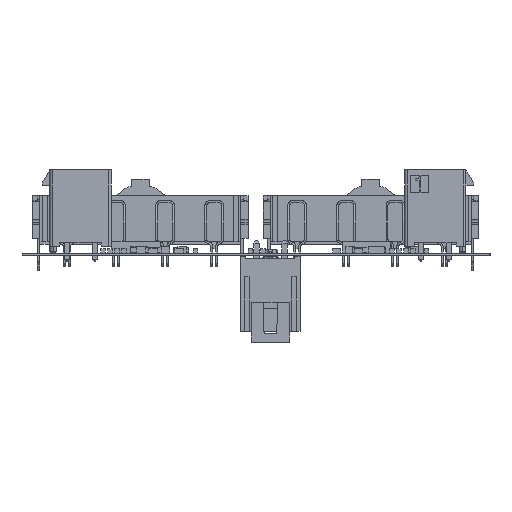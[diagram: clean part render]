
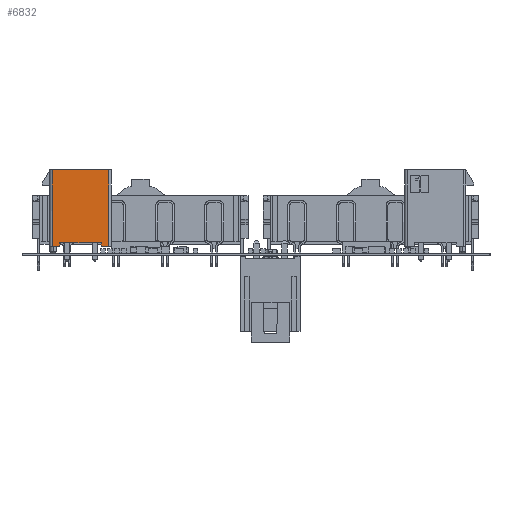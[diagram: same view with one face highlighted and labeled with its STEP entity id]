
A CAD part, left-side view. The second image highlights one B-rep face of the part: STEP entity #6832.
In plain terms, the highlighted face is planar.
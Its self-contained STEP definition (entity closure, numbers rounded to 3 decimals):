
#4907 = VERTEX_POINT('',#4908);
#4908 = CARTESIAN_POINT('',(-17.2,-3.284,
    13.454));
#4948 = VERTEX_POINT('',#4949);
#4949 = CARTESIAN_POINT('',(-17.199,-1.784,
    13.454));
#4955 = EDGE_CURVE('',#4907,#4948,#4956,.T.);
#4956 = LINE('',#4957,#4958);
#4957 = CARTESIAN_POINT('',(-17.199,-3.284,
    13.454));
#4958 = VECTOR('',#4959,1.);
#4959 = DIRECTION('',(0.,1.,0.));
#4970 = VERTEX_POINT('',#4971);
#4971 = CARTESIAN_POINT('',(-17.199,8.,13.454
    ));
#4980 = VERTEX_POINT('',#4981);
#4981 = CARTESIAN_POINT('',(-17.2,8.2,
    13.454));
#4988 = EDGE_CURVE('',#4970,#4980,#4989,.T.);
#4989 = B_SPLINE_CURVE_WITH_KNOTS('',3,(#4990,#4991,#4992,#4993),
  .UNSPECIFIED.,.F.,.F.,(4,4),(0.,1.),.PIECEWISE_BEZIER_KNOTS.);
#4990 = CARTESIAN_POINT('',(-17.199,8.,13.454
    ));
#4991 = CARTESIAN_POINT('',(-17.199,8.067,13.454
    ));
#4992 = CARTESIAN_POINT('',(-17.199,8.134,
    13.454));
#4993 = CARTESIAN_POINT('',(-17.199,8.2,
    13.454));
#5019 = EDGE_CURVE('',#5020,#4970,#5022,.T.);
#5020 = VERTEX_POINT('',#5021);
#5021 = CARTESIAN_POINT('',(-17.199,6.7,
    13.454));
#5022 = LINE('',#5023,#5024);
#5023 = CARTESIAN_POINT('',(-17.199,6.7,
    13.454));
#5024 = VECTOR('',#5025,1.);
#5025 = DIRECTION('',(0.,1.,0.));
#5775 = VERTEX_POINT('',#5776);
#5776 = CARTESIAN_POINT('',(-17.199,6.7,
    12.654));
#5782 = EDGE_CURVE('',#5783,#5775,#5785,.T.);
#5783 = VERTEX_POINT('',#5784);
#5784 = CARTESIAN_POINT('',(-17.199,-1.784,
    12.654));
#5785 = LINE('',#5786,#5787);
#5786 = CARTESIAN_POINT('',(-17.199,-1.784,
    12.654));
#5787 = VECTOR('',#5788,1.);
#5788 = DIRECTION('',(0.,1.,0.));
#6822 = EDGE_CURVE('',#5775,#5020,#6823,.T.);
#6823 = LINE('',#6824,#6825);
#6824 = CARTESIAN_POINT('',(-17.199,6.7,
    12.654));
#6825 = VECTOR('',#6826,1.);
#6826 = DIRECTION('',(0.,0.,1.));
#6832 = ADVANCED_FACE('',(#6833),#6868,.F.);
#6833 = FACE_BOUND('',#6834,.F.);
#6834 = EDGE_LOOP('',(#6835,#6836,#6837,#6845,#6853,#6859,#6860,#6866,
    #6867));
#6835 = ORIENTED_EDGE('',*,*,#5019,.T.);
#6836 = ORIENTED_EDGE('',*,*,#4988,.T.);
#6837 = ORIENTED_EDGE('',*,*,#6838,.F.);
#6838 = EDGE_CURVE('',#6839,#4980,#6841,.T.);
#6839 = VERTEX_POINT('',#6840);
#6840 = CARTESIAN_POINT('',(-17.199,8.199,
    -2.146));
#6841 = LINE('',#6842,#6843);
#6842 = CARTESIAN_POINT('',(-17.199,8.199,
    -2.146));
#6843 = VECTOR('',#6844,1.);
#6844 = DIRECTION('',(0.,0.,
    1.));
#6845 = ORIENTED_EDGE('',*,*,#6846,.F.);
#6846 = EDGE_CURVE('',#6847,#6839,#6849,.T.);
#6847 = VERTEX_POINT('',#6848);
#6848 = CARTESIAN_POINT('',(-17.199,-3.283,
    -2.146));
#6849 = LINE('',#6850,#6851);
#6850 = CARTESIAN_POINT('',(-17.199,-3.283,
    -2.146));
#6851 = VECTOR('',#6852,1.);
#6852 = DIRECTION('',(0.,1.,0.));
#6853 = ORIENTED_EDGE('',*,*,#6854,.F.);
#6854 = EDGE_CURVE('',#4907,#6847,#6855,.T.);
#6855 = LINE('',#6856,#6857);
#6856 = CARTESIAN_POINT('',(-17.199,-3.284,
    13.454));
#6857 = VECTOR('',#6858,1.);
#6858 = DIRECTION('',(0.,0.,
    -1.));
#6859 = ORIENTED_EDGE('',*,*,#4955,.T.);
#6860 = ORIENTED_EDGE('',*,*,#6861,.F.);
#6861 = EDGE_CURVE('',#5783,#4948,#6862,.T.);
#6862 = LINE('',#6863,#6864);
#6863 = CARTESIAN_POINT('',(-17.199,-1.784,
    12.654));
#6864 = VECTOR('',#6865,1.);
#6865 = DIRECTION('',(0.,0.,1.));
#6866 = ORIENTED_EDGE('',*,*,#5782,.T.);
#6867 = ORIENTED_EDGE('',*,*,#6822,.T.);
#6868 = PLANE('',#6869);
#6869 = AXIS2_PLACEMENT_3D('',#6870,#6871,#6872);
#6870 = CARTESIAN_POINT('',(-17.199,7.8,17.125
    ));
#6871 = DIRECTION('',(-1.,0.,0.));
#6872 = DIRECTION('',(0.,-1.,0.));
